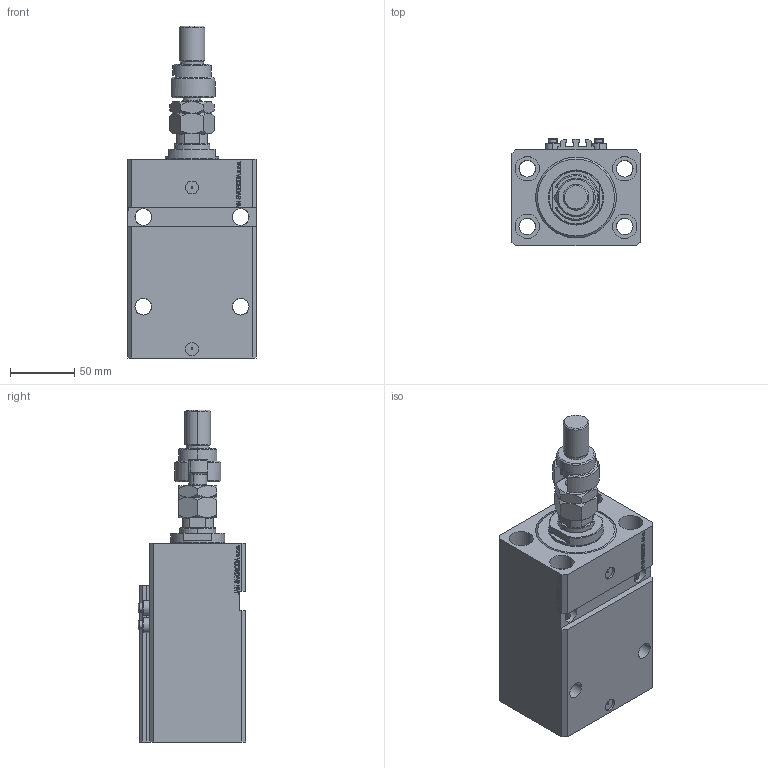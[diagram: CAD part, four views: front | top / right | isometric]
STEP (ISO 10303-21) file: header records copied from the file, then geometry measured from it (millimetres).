
FILE_DESCRIPTION (( 'STEP AP203' ), '1' );
FILE_NAME ('2185.STEP', '2026-02-26T11:01:26', ( '' ), ( '' ), 'SwSTEP 2.0', 'SolidWorks 2019', '' );
FILE_SCHEMA (( 'CONFIG_CONTROL_DESIGN' ));
Length unit declared in the file: millimetre
Products named in the file (8): FEMALE_PART_FOR_DFA a0beae689019664556bc7368e6e36a86; 2185; V250CE_C_VCP a0beae689019664556bc7368e6e36a86; MFA a0beae689019664556bc7368e6e36a86; DFA a0beae689019664556bc7368e6e36a86; V250CE_E_Body a0beae689019664556bc7368e6e36a86; V250CE_VC_E a0beae689019664556bc7368e6e36a86; ALLEN BOLT V250CE a0beae689019664556bc7368e6e36a86
Assembly tree (10 placements, depth 3):
  2185
    V250CE_E_Body a0beae689019664556bc7368e6e36a86
    ALLEN BOLT V250CE a0beae689019664556bc7368e6e36a86  x4
    V250CE_C_VCP a0beae689019664556bc7368e6e36a86
    V250CE_VC_E a0beae689019664556bc7368e6e36a86
    DFA a0beae689019664556bc7368e6e36a86
      FEMALE_PART_FOR_DFA a0beae689019664556bc7368e6e36a86
      MFA a0beae689019664556bc7368e6e36a86
Bounding box: 100 x 84 x 259 mm (x, y, z)
Volume: 989616.2 mm3; surface area: 189157.6 mm2
Topology: 10 solids, 10 shells, 1193 faces, 2962 edges, 1899 vertices
Faces by surface type: plane 563, bspline 357, cylinder 159, cone 96, torus 18
Entity records: 51037 total; most frequent: CARTESIAN_POINT 25790, ORIENTED_EDGE 5614, DIRECTION 3827, EDGE_CURVE 2807, VERTEX_POINT 1815, LINE 1667, VECTOR 1667, EDGE_LOOP 1258
